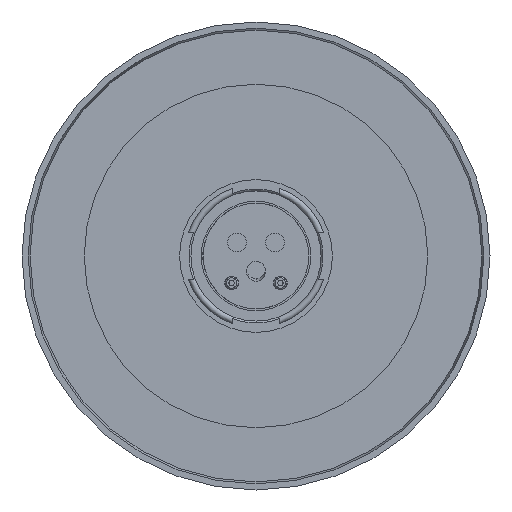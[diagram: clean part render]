
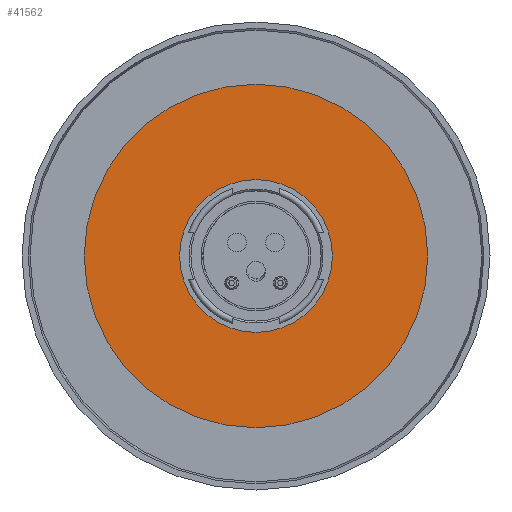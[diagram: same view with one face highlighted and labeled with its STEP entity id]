
A CAD part, front view. The second image highlights one B-rep face of the part: STEP entity #41562.
In plain terms, the highlighted planar face has unit normal (0, -1, 0).
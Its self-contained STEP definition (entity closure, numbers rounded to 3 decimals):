
#41005=CARTESIAN_POINT('',(0.,57.,0.));
#41006=DIRECTION('',(0.,1.,0.));
#41007=DIRECTION('',(-1.,0.,0.));
#41008=AXIS2_PLACEMENT_3D('',#41005,#41006,#41007);
#41010=CARTESIAN_POINT('',(0.,57.,0.));
#41011=DIRECTION('',(0.,1.,0.));
#41012=DIRECTION('',(1.,0.,0.));
#41013=AXIS2_PLACEMENT_3D('',#41010,#41011,#41012);
#41015=CARTESIAN_POINT('',(0.,57.,0.));
#41016=DIRECTION('',(0.,-1.,0.));
#41017=DIRECTION('',(0.,0.,-1.));
#41018=AXIS2_PLACEMENT_3D('',#41015,#41016,#41017);
#41020=CARTESIAN_POINT('',(0.,57.,0.));
#41021=DIRECTION('',(0.,-1.,0.));
#41022=DIRECTION('',(0.,0.,1.));
#41023=AXIS2_PLACEMENT_3D('',#41020,#41021,#41022);
#41353=CARTESIAN_POINT('',(0.,57.,-28.25));
#41354=CARTESIAN_POINT('',(0.,57.,28.25));
#41355=VERTEX_POINT('',#41353);
#41356=VERTEX_POINT('',#41354);
#41441=CARTESIAN_POINT('',(-63.5,57.,0.));
#41442=CARTESIAN_POINT('',(63.5,57.,0.));
#41443=VERTEX_POINT('',#41441);
#41444=VERTEX_POINT('',#41442);
#41546=CARTESIAN_POINT('',(0.,57.,0.));
#41547=DIRECTION('',(0.,1.,0.));
#41548=DIRECTION('',(1.,0.,0.));
#41549=AXIS2_PLACEMENT_3D('',#41546,#41547,#41548);
#41550=PLANE('',#41549);
#41552=ORIENTED_EDGE('',*,*,#41551,.T.);
#41554=ORIENTED_EDGE('',*,*,#41553,.T.);
#41555=EDGE_LOOP('',(#41552,#41554));
#41556=FACE_OUTER_BOUND('',#41555,.F.);
#41557=ORIENTED_EDGE('',*,*,#41529,.T.);
#41559=ORIENTED_EDGE('',*,*,#41558,.T.);
#41560=EDGE_LOOP('',(#41557,#41559));
#41561=FACE_BOUND('',#41560,.F.);
#41562=ADVANCED_FACE('',(#41556,#41561),#41550,.F.);
#41009=CIRCLE('',#41008,63.5);
#41014=CIRCLE('',#41013,63.5);
#41019=CIRCLE('',#41018,28.25);
#41024=CIRCLE('',#41023,28.25);
#41529=EDGE_CURVE('',#41355,#41356,#41019,.T.);
#41551=EDGE_CURVE('',#41443,#41444,#41009,.T.);
#41553=EDGE_CURVE('',#41444,#41443,#41014,.T.);
#41558=EDGE_CURVE('',#41356,#41355,#41024,.T.);
